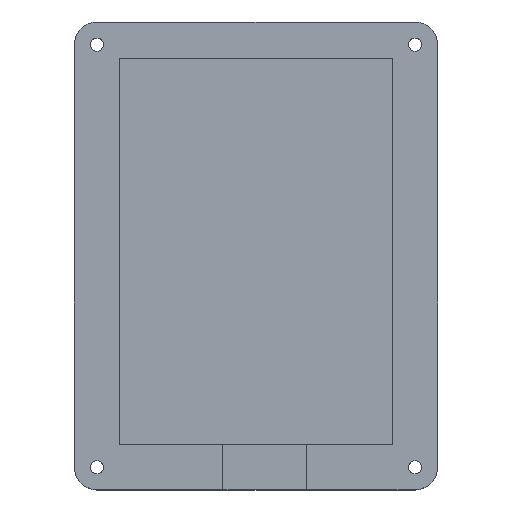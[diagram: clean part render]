
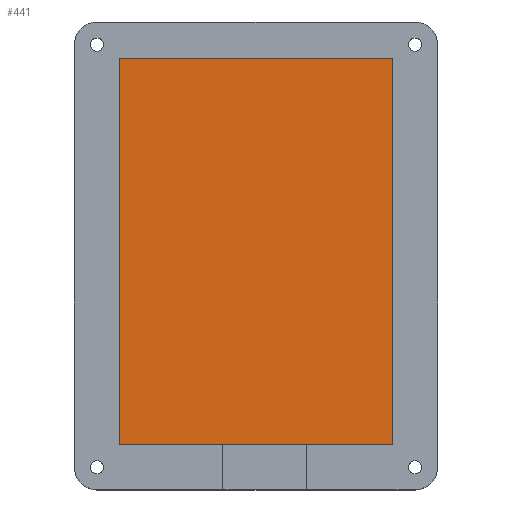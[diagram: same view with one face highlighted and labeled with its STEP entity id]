
A CAD part, top view. The second image highlights one B-rep face of the part: STEP entity #441.
In plain terms, the highlighted planar face has unit normal (0, 0, 1).
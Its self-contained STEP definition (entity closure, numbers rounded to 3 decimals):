
#35=PLANE('',#481);
#57=FACE_OUTER_BOUND('',#83,.T.);
#83=EDGE_LOOP('',(#397,#398,#399,#400));
#120=LINE('',#695,#164);
#124=LINE('',#702,#168);
#126=LINE('',#705,#170);
#127=LINE('',#707,#171);
#164=VECTOR('',#564,10.);
#168=VECTOR('',#570,10.);
#170=VECTOR('',#574,10.);
#171=VECTOR('',#577,10.);
#225=VERTEX_POINT('',#693);
#226=VERTEX_POINT('',#694);
#227=VERTEX_POINT('',#699);
#228=VERTEX_POINT('',#701);
#276=EDGE_CURVE('',#225,#226,#120,.T.);
#280=EDGE_CURVE('',#228,#227,#124,.T.);
#282=EDGE_CURVE('',#227,#225,#126,.T.);
#283=EDGE_CURVE('',#226,#228,#127,.T.);
#397=ORIENTED_EDGE('',*,*,#280,.T.);
#398=ORIENTED_EDGE('',*,*,#282,.T.);
#399=ORIENTED_EDGE('',*,*,#276,.T.);
#400=ORIENTED_EDGE('',*,*,#283,.T.);
#441=ADVANCED_FACE('',(#57),#35,.T.);
#481=AXIS2_PLACEMENT_3D('',#726,#601,#602);
#564=DIRECTION('',(-1.,0.,0.));
#570=DIRECTION('',(1.,0.,0.));
#574=DIRECTION('',(0.,1.,0.));
#577=DIRECTION('',(0.,-1.,0.));
#601=DIRECTION('center_axis',(0.,0.,1.));
#602=DIRECTION('ref_axis',(1.,0.,0.));
#693=CARTESIAN_POINT('',(60.36,85.47,4.));
#694=CARTESIAN_POINT('',(0.,85.47,4.));
#695=CARTESIAN_POINT('',(15.09,85.47,4.));
#699=CARTESIAN_POINT('',(60.36,0.,4.));
#701=CARTESIAN_POINT('',(0.,0.,4.));
#702=CARTESIAN_POINT('',(45.27,0.,4.));
#705=CARTESIAN_POINT('',(60.36,62.603,4.));
#707=CARTESIAN_POINT('',(0.,20.868,4.));
#726=CARTESIAN_POINT('Origin',(30.18,41.735,4.));
